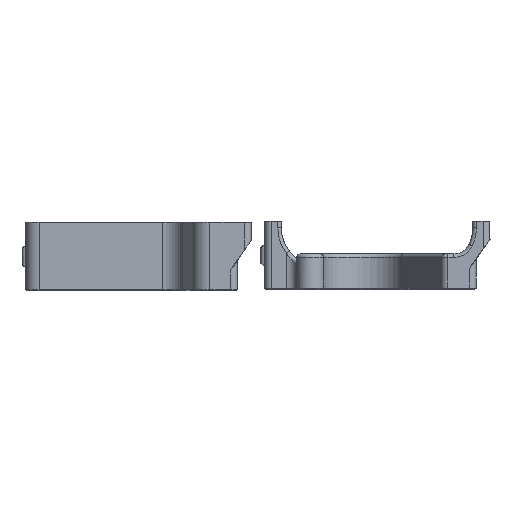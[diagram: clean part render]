
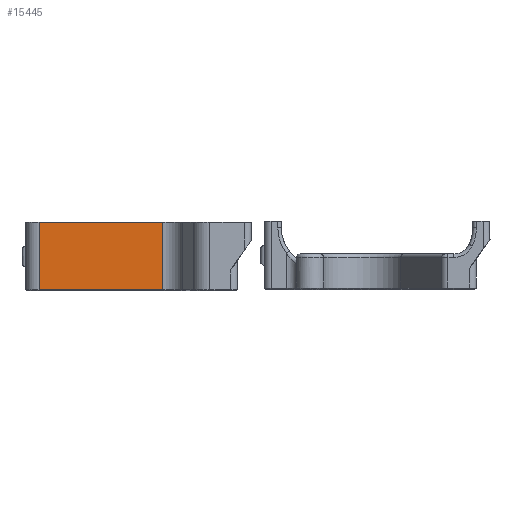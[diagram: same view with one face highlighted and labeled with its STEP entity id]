
A CAD part, left-side view. The second image highlights one B-rep face of the part: STEP entity #15445.
In plain terms, the highlighted face is planar.
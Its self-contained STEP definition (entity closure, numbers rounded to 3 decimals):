
#2371=FACE_OUTER_BOUND('',#3290,.T.);
#3290=EDGE_LOOP('',(#13909,#13910,#13911,#13912));
#4598=LINE('',#28492,#5912);
#4599=LINE('',#28495,#5913);
#4600=LINE('',#28497,#5914);
#4601=LINE('',#28498,#5915);
#5912=VECTOR('',#21481,6.);
#5913=VECTOR('',#21484,10.);
#5914=VECTOR('',#21485,10.);
#5915=VECTOR('',#21486,10.);
#7331=VERTEX_POINT('',#28485);
#7334=VERTEX_POINT('',#28490);
#7335=VERTEX_POINT('',#28494);
#7336=VERTEX_POINT('',#28496);
#9567=EDGE_CURVE('',#7334,#7331,#4598,.T.);
#9568=EDGE_CURVE('',#7335,#7331,#4599,.T.);
#9569=EDGE_CURVE('',#7336,#7334,#4600,.T.);
#9570=EDGE_CURVE('',#7335,#7336,#4601,.T.);
#13909=ORIENTED_EDGE('',*,*,#9568,.T.);
#13910=ORIENTED_EDGE('',*,*,#9567,.F.);
#13911=ORIENTED_EDGE('',*,*,#9569,.F.);
#13912=ORIENTED_EDGE('',*,*,#9570,.F.);
#14591=PLANE('',#17075);
#15445=ADVANCED_FACE('',(#2371),#14591,.F.);
#17075=AXIS2_PLACEMENT_3D('',#28493,#21482,#21483);
#21481=DIRECTION('',(0.,0.,1.));
#21482=DIRECTION('center_axis',(-1.,0.,0.));
#21483=DIRECTION('ref_axis',(0.,1.,0.));
#21484=DIRECTION('',(0.,-1.,0.));
#21485=DIRECTION('',(0.,-1.,0.));
#21486=DIRECTION('',(0.,0.,-1.));
#28485=CARTESIAN_POINT('',(48.03,91.29,0.));
#28490=CARTESIAN_POINT('',(48.03,91.29,-19.6));
#28492=CARTESIAN_POINT('',(48.03,91.29,-19.6));
#28493=CARTESIAN_POINT('Origin',(48.03,91.29,-19.6));
#28494=CARTESIAN_POINT('',(48.03,127.392,0.));
#28495=CARTESIAN_POINT('',(48.03,94.841,0.));
#28496=CARTESIAN_POINT('',(48.03,127.392,-19.6));
#28497=CARTESIAN_POINT('',(48.03,94.841,-19.6));
#28498=CARTESIAN_POINT('',(48.03,127.392,-19.6));
